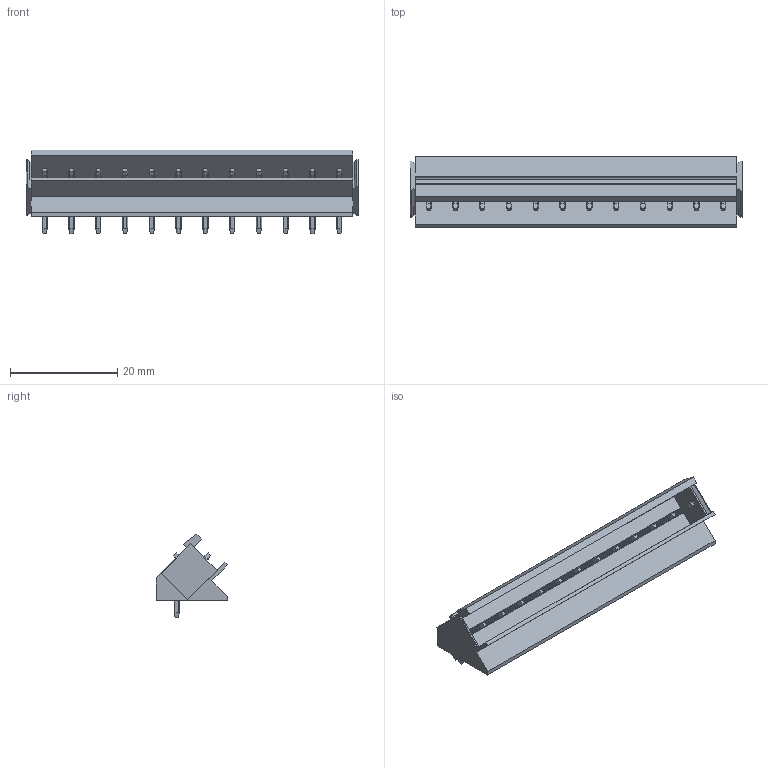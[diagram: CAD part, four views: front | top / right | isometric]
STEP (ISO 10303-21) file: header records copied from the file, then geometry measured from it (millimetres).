
FILE_DESCRIPTION(('CATIA V5 STEP Exchange','CAx-IF Rec.Pracs.--- Model Styling and Organization---1.2---2011-12-15'),'2;1');
FILE_NAME ('D1453877_0_1630580000_1630580000.stp','2018-10-13T03:05:56+00:00',('none'),('Weidmueller'),'CATIA Version 5-6 Release 2014','CATIA V5 STEP AP214','none');
FILE_SCHEMA(('AUTOMOTIVE_DESIGN { 1 0 10303 214 1 1 1 1 }'));
Length unit declared in the file: millimetre
Products named in the file (1): 1630580000
Bounding box: 62 x 13.3 x 15.63 mm (x, y, z)
Volume: 3680.8 mm3; surface area: 5026.2 mm2
Topology: 13 solids, 13 shells, 498 faces, 1316 edges, 844 vertices
Faces by surface type: plane 304, cylinder 194
Entity records: 17838 total; most frequent: CARTESIAN_POINT 6720, ORIENTED_EDGE 2632, DIRECTION 1698, EDGE_CURVE 1316, VECTOR 928, LINE 928, VERTEX_POINT 844, EDGE_LOOP 522
